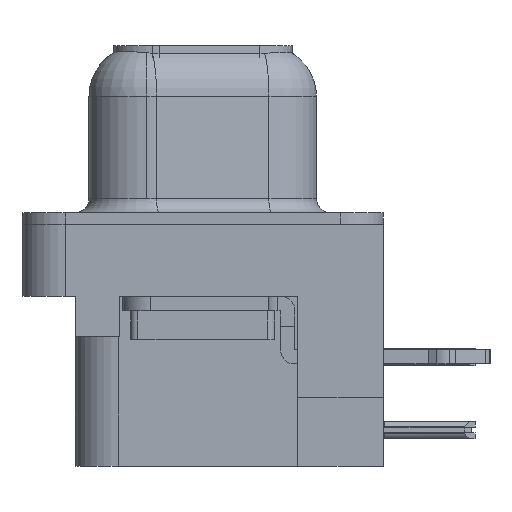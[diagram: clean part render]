
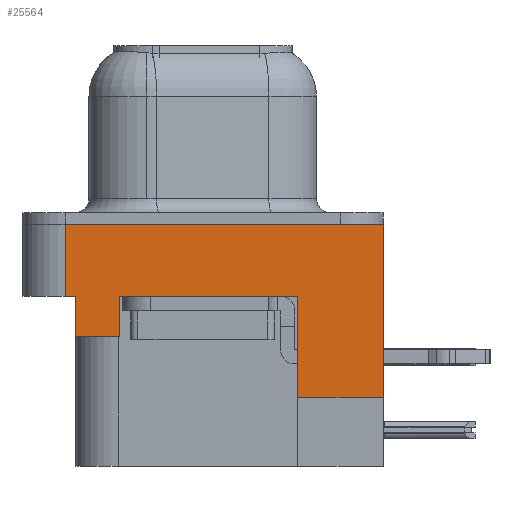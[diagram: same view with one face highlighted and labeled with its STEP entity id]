
A CAD part, left-side view. The second image highlights one B-rep face of the part: STEP entity #25564.
In plain terms, the highlighted planar face has unit normal (-1, 0, 0).
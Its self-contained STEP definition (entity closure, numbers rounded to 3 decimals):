
#57 = LINE ( 'NONE', #13069, #16259 ) ;
#86 = CARTESIAN_POINT ( 'NONE',  ( -3., -6.275, 0. ) ) ;
#376 = VERTEX_POINT ( 'NONE', #21591 ) ;
#554 = ORIENTED_EDGE ( 'NONE', *, *, #20269, .F. ) ;
#568 = EDGE_CURVE ( 'NONE', #26729, #11463, #6813, .T. ) ;
#836 = CARTESIAN_POINT ( 'NONE',  ( -3., -3.295, -8.4 ) ) ;
#1280 = ORIENTED_EDGE ( 'NONE', *, *, #17040, .T. ) ;
#1712 = LINE ( 'NONE', #8165, #12744 ) ;
#1933 = VECTOR ( 'NONE', #3019, 1000. ) ;
#2330 = CARTESIAN_POINT ( 'NONE',  ( -3., -3.295, -6. ) ) ;
#3019 = DIRECTION ( 'NONE',  ( 0., 0., 1. ) ) ;
#3850 = VECTOR ( 'NONE', #13208, 1000. ) ;
#4695 = CARTESIAN_POINT ( 'NONE',  ( -3., 2.895, -3.9 ) ) ;
#4799 = DIRECTION ( 'NONE',  ( 0., 0., 1. ) ) ;
#4972 = VECTOR ( 'NONE', #20178, 1000. ) ;
#5899 = FACE_OUTER_BOUND ( 'NONE', #22683, .T. ) ;
#6124 = DIRECTION ( 'NONE',  ( -1., 0., 0. ) ) ;
#6813 = LINE ( 'NONE', #23453, #11967 ) ;
#6915 = DIRECTION ( 'NONE',  ( 0., 0., 1. ) ) ;
#7314 = CARTESIAN_POINT ( 'NONE',  ( -3., 2.895, -3.9 ) ) ;
#7833 = LINE ( 'NONE', #20756, #12990 ) ;
#8165 = CARTESIAN_POINT ( 'NONE',  ( -3., -6.275, -2.5 ) ) ;
#8837 = DIRECTION ( 'NONE',  ( 0., -1., 0. ) ) ;
#9513 = CARTESIAN_POINT ( 'NONE',  ( -3., -6.275, 0. ) ) ;
#10395 = LINE ( 'NONE', #15340, #3850 ) ;
#10760 = EDGE_CURVE ( 'NONE', #11463, #19678, #25292, .T. ) ;
#10877 = EDGE_CURVE ( 'NONE', #19173, #19678, #17399, .T. ) ;
#11463 = VERTEX_POINT ( 'NONE', #21736 ) ;
#11628 = EDGE_CURVE ( 'NONE', #21002, #376, #23525, .T. ) ;
#11809 = VECTOR ( 'NONE', #6915, 1000. ) ;
#11967 = VECTOR ( 'NONE', #12348, 1000. ) ;
#12180 = ORIENTED_EDGE ( 'NONE', *, *, #10877, .T. ) ;
#12348 = DIRECTION ( 'NONE',  ( 0., 0., 1. ) ) ;
#12446 = LINE ( 'NONE', #13578, #18296 ) ;
#12744 = VECTOR ( 'NONE', #17219, 1000. ) ;
#12762 = EDGE_CURVE ( 'NONE', #21002, #20421, #10395, .T. ) ;
#12990 = VECTOR ( 'NONE', #22968, 1000. ) ;
#13069 = CARTESIAN_POINT ( 'NONE',  ( -3., -6.275, -2.5 ) ) ;
#13208 = DIRECTION ( 'NONE',  ( 0., 1., 0. ) ) ;
#13578 = CARTESIAN_POINT ( 'NONE',  ( -3., 4.425, -3.9 ) ) ;
#14325 = VERTEX_POINT ( 'NONE', #27947 ) ;
#15340 = CARTESIAN_POINT ( 'NONE',  ( -3., 4.425, -3.9 ) ) ;
#16259 = VECTOR ( 'NONE', #28499, 1000. ) ;
#17040 = EDGE_CURVE ( 'NONE', #376, #25862, #1712, .T. ) ;
#17116 = PLANE ( 'NONE',  #21229 ) ;
#17121 = ORIENTED_EDGE ( 'NONE', *, *, #19727, .F. ) ;
#17219 = DIRECTION ( 'NONE',  ( 0., -1., 0. ) ) ;
#17399 = LINE ( 'NONE', #18007, #4972 ) ;
#18007 = CARTESIAN_POINT ( 'NONE',  ( -3., -6.275, -2.5 ) ) ;
#18296 = VECTOR ( 'NONE', #4799, 1000. ) ;
#19173 = VERTEX_POINT ( 'NONE', #20897 ) ;
#19579 = ORIENTED_EDGE ( 'NONE', *, *, #568, .F. ) ;
#19678 = VERTEX_POINT ( 'NONE', #9513 ) ;
#19727 = EDGE_CURVE ( 'NONE', #19173, #26980, #7833, .T. ) ;
#20116 = VECTOR ( 'NONE', #8837, 1000. ) ;
#20178 = DIRECTION ( 'NONE',  ( 0., 0., 1. ) ) ;
#20269 = EDGE_CURVE ( 'NONE', #26980, #25862, #27440, .T. ) ;
#20283 = ORIENTED_EDGE ( 'NONE', *, *, #10760, .F. ) ;
#20421 = VERTEX_POINT ( 'NONE', #23233 ) ;
#20675 = ORIENTED_EDGE ( 'NONE', *, *, #11628, .T. ) ;
#20756 = CARTESIAN_POINT ( 'NONE',  ( -3., -6.495, -6. ) ) ;
#20897 = CARTESIAN_POINT ( 'NONE',  ( -3., -6.275, -6. ) ) ;
#21002 = VERTEX_POINT ( 'NONE', #7314 ) ;
#21229 = AXIS2_PLACEMENT_3D ( 'NONE', #28092, #6124, #21510 ) ;
#21510 = DIRECTION ( 'NONE',  ( 0., 0., 1. ) ) ;
#21591 = CARTESIAN_POINT ( 'NONE',  ( -3., 2.895, -2.5 ) ) ;
#21736 = CARTESIAN_POINT ( 'NONE',  ( -3., 4.775, 0. ) ) ;
#21967 = ORIENTED_EDGE ( 'NONE', *, *, #25086, .T. ) ;
#22683 = EDGE_LOOP ( 'NONE', ( #17121, #12180, #20283, #19579, #21967, #28402, #27296, #20675, #1280, #554 ) ) ;
#22810 = CARTESIAN_POINT ( 'NONE',  ( -3., -3.295, -2.5 ) ) ;
#22968 = DIRECTION ( 'NONE',  ( 0., 1., 0. ) ) ;
#23233 = CARTESIAN_POINT ( 'NONE',  ( -3., 4.425, -3.9 ) ) ;
#23453 = CARTESIAN_POINT ( 'NONE',  ( -3., 4.775, -2.5 ) ) ;
#23525 = LINE ( 'NONE', #4695, #11809 ) ;
#24698 = EDGE_CURVE ( 'NONE', #20421, #14325, #12446, .T. ) ;
#25086 = EDGE_CURVE ( 'NONE', #26729, #14325, #57, .T. ) ;
#25292 = LINE ( 'NONE', #86, #20116 ) ;
#25564 = ADVANCED_FACE ( 'NONE', ( #5899 ), #17116, .T. ) ;
#25741 = CARTESIAN_POINT ( 'NONE',  ( -3., 4.775, -2.5 ) ) ;
#25862 = VERTEX_POINT ( 'NONE', #22810 ) ;
#26729 = VERTEX_POINT ( 'NONE', #25741 ) ;
#26980 = VERTEX_POINT ( 'NONE', #2330 ) ;
#27296 = ORIENTED_EDGE ( 'NONE', *, *, #12762, .F. ) ;
#27440 = LINE ( 'NONE', #836, #1933 ) ;
#27947 = CARTESIAN_POINT ( 'NONE',  ( -3., 4.425, -2.5 ) ) ;
#28092 = CARTESIAN_POINT ( 'NONE',  ( -3., -6.275, -2.5 ) ) ;
#28402 = ORIENTED_EDGE ( 'NONE', *, *, #24698, .F. ) ;
#28499 = DIRECTION ( 'NONE',  ( 0., -1., 0. ) ) ;
